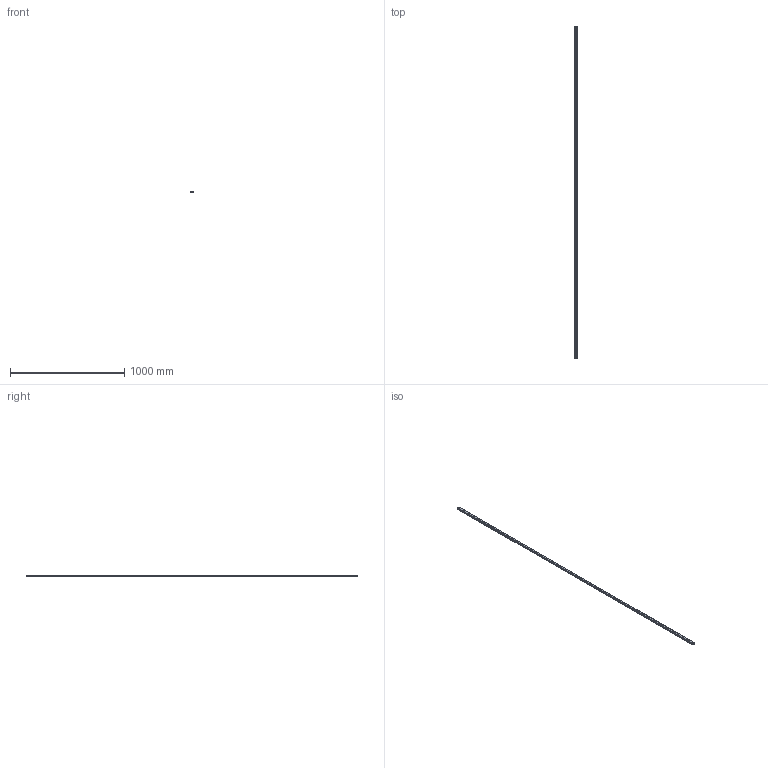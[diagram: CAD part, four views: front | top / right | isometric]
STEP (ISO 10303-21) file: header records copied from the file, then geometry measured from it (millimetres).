
FILE_DESCRIPTION(('STEP AP214'),'1');
FILE_NAME('cctmp_1B282AC4-C8AE-444E-B8B3-069EA7F91843_2021_02_03_14_11_32_0445..stp','2021-02-03T13:11:32',('HIWIN GmbH'),('CADClick - www.CADClick.com'),'Spatial InterOp 3D',' ','unknown authorization');
FILE_SCHEMA(('AUTOMOTIVE_DESIGN'));
Length unit declared in the file: millimetre
Products named in the file (1): EGR20R2900C_FILE
Bounding box: 20 x 2900 x 15.5 mm (x, y, z)
Volume: 777740.7 mm3; surface area: 232188.4 mm2
Topology: 1 solids, 1 shells, 691 faces, 1565 edges, 978 vertices
Faces by surface type: plane 379, cylinder 312
Entity records: 25023 total; most frequent: DIRECTION 3769, CARTESIAN_POINT 3235, ORIENTED_EDGE 3130, EDGE_CURVE 1565, AXIS2_PLACEMENT_3D 1512, VERTEX_POINT 978, EDGE_LOOP 793, LINE 745
